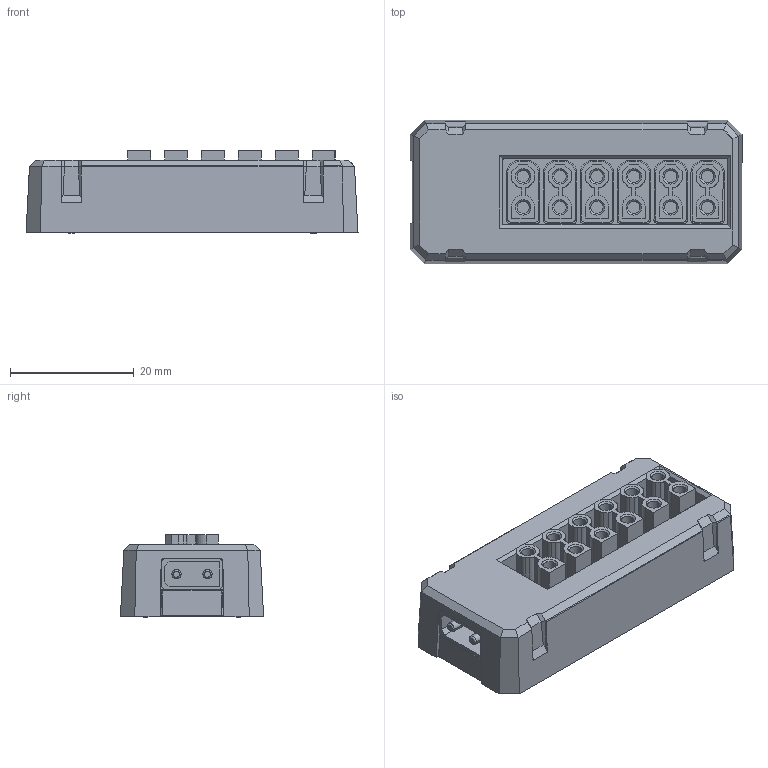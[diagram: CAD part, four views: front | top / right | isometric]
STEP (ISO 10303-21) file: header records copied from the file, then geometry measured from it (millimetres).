
FILE_DESCRIPTION (( 'STEP AP203' ), '1' );
FILE_NAME ('REV-31-1293.STEP', '2018-09-04T19:17:36', ( '' ), ( '' ), 'SwSTEP 2.0', 'SolidWorks 2017', '' );
FILE_SCHEMA (( 'CONFIG_CONTROL_DESIGN' ));
Length unit declared in the file: millimetre
Products named in the file (8): cross recessed thread forming screws gb_GB_CROSS_SCREWS_TYPE138 M2X8X7.2-N; REV-31-1293; REV-31-1293-2; REV-31-1293-1; REV-31-1293 Board; XT30_F; XT30PW-M; REV-31-1293 2.0
Assembly tree (15 placements, depth 3):
  REV-31-1293
    REV-31-1293 Board
      REV-31-1293 2.0
      XT30PW-M
      XT30_F  x6
    REV-31-1293-1
    REV-31-1293-2
    cross recessed thread forming screws gb_GB_CROSS_SCREWS_TYPE138 M2X8X7.2-N  x4
Bounding box: 53.55 x 23.1 x 13.29 mm (x, y, z)
Volume: 8735 mm3; surface area: 13965.9 mm2
Topology: 14 solids, 14 shells, 1322 faces, 3221 edges, 1972 vertices
Faces by surface type: plane 520, cylinder 486, bspline 259, cone 57
Entity records: 32364 total; most frequent: CARTESIAN_POINT 11911, ORIENTED_EDGE 4226, DIRECTION 3842, EDGE_CURVE 2113, AXIS2_PLACEMENT_3D 1406, VERTEX_POINT 1258, VECTOR 1030, LINE 1030
